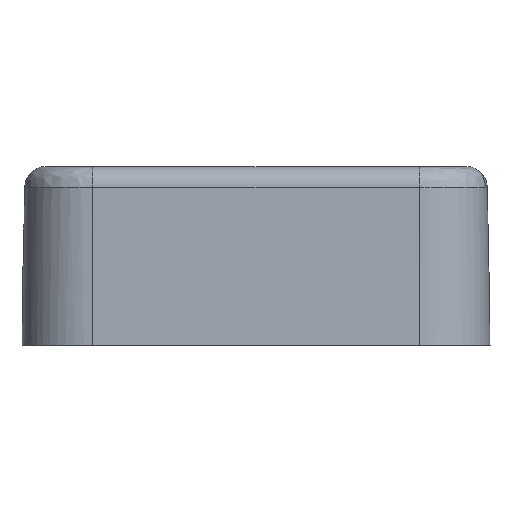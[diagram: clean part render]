
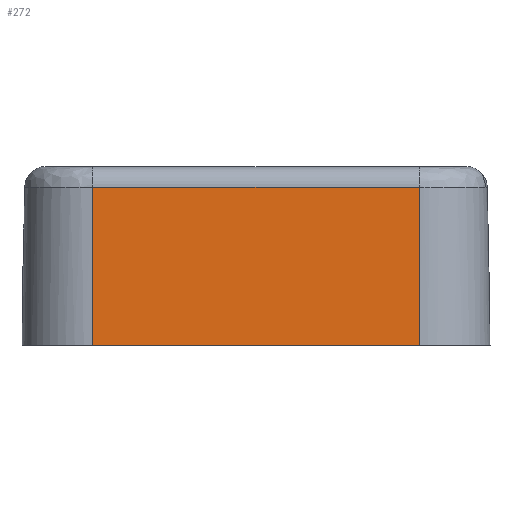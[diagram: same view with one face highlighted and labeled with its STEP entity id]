
A CAD part, front view. The second image highlights one B-rep face of the part: STEP entity #272.
In plain terms, the highlighted free-form (B-spline) face has degree [1, 1] with [2, 2] control points.
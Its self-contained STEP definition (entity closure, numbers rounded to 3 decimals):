
#272=ADVANCED_FACE('',(#594),#595,.F.);
#594=FACE_OUTER_BOUND('',#1900,.T.);
#595=B_SPLINE_SURFACE_WITH_KNOTS('',1,1,((#1901,#1902),(#1903,#1904)),.UNSPECIFIED.,.F.,.F.,.F.,(2,2),(2,2),(0.0,1.0),(0.0,1.0),.UNSPECIFIED.);
#1900=EDGE_LOOP('',(#3556,#3557,#3558,#3559));
#1901=CARTESIAN_POINT('',(-15.5,-2.247,0.));
#1902=CARTESIAN_POINT('',(15.5,-2.247,0.));
#1903=CARTESIAN_POINT('',(-15.5,-1.984,15.035));
#1904=CARTESIAN_POINT('',(15.5,-1.984,15.035));
#3556=ORIENTED_EDGE('',*,*,#4252,.F.);
#3557=ORIENTED_EDGE('',*,*,#4168,.F.);
#3558=ORIENTED_EDGE('',*,*,#4253,.F.);
#3559=ORIENTED_EDGE('',*,*,#4254,.F.);
#4168=EDGE_CURVE('',#4843,#4838,#4845,.T.);
#4252=EDGE_CURVE('',#4838,#4991,#4992,.T.);
#4253=EDGE_CURVE('',#4993,#4843,#4994,.T.);
#4254=EDGE_CURVE('',#4991,#4993,#4995,.T.);
#4838=VERTEX_POINT('',#6820);
#4843=VERTEX_POINT('',#6836);
#4845=B_SPLINE_CURVE_WITH_KNOTS('',1,(#6848,#6849),.UNSPECIFIED.,.F.,.F.,(2,2),(0.0,1.0),.UNSPECIFIED.);
#4991=VERTEX_POINT('',#7434);
#4992=B_SPLINE_CURVE_WITH_KNOTS('',1,(#7435,#7436),.UNSPECIFIED.,.F.,.F.,(2,2),(-1.0,0.0),.UNSPECIFIED.);
#4993=VERTEX_POINT('',#7437);
#4994=B_SPLINE_CURVE_WITH_KNOTS('',1,(#7438,#7439),.UNSPECIFIED.,.F.,.F.,(2,2),(0.0,1.0),.UNSPECIFIED.);
#4995=B_SPLINE_CURVE_WITH_KNOTS('',1,(#7440,#7441),.UNSPECIFIED.,.F.,.F.,(2,2),(0.0,1.0),.UNSPECIFIED.);
#6820=CARTESIAN_POINT('',(15.5,-1.984,15.035));
#6836=CARTESIAN_POINT('',(-15.5,-1.984,15.035));
#6848=CARTESIAN_POINT('',(-15.5,-1.984,15.035));
#6849=CARTESIAN_POINT('',(15.5,-1.984,15.035));
#7434=CARTESIAN_POINT('',(15.5,-2.247,0.));
#7435=CARTESIAN_POINT('',(15.5,-1.984,15.035));
#7436=CARTESIAN_POINT('',(15.5,-2.247,0.));
#7437=CARTESIAN_POINT('',(-15.5,-2.247,0.));
#7438=CARTESIAN_POINT('',(-15.5,-2.247,0.));
#7439=CARTESIAN_POINT('',(-15.5,-1.984,15.035));
#7440=CARTESIAN_POINT('',(15.5,-2.247,0.0));
#7441=CARTESIAN_POINT('',(-15.5,-2.247,0.0));
